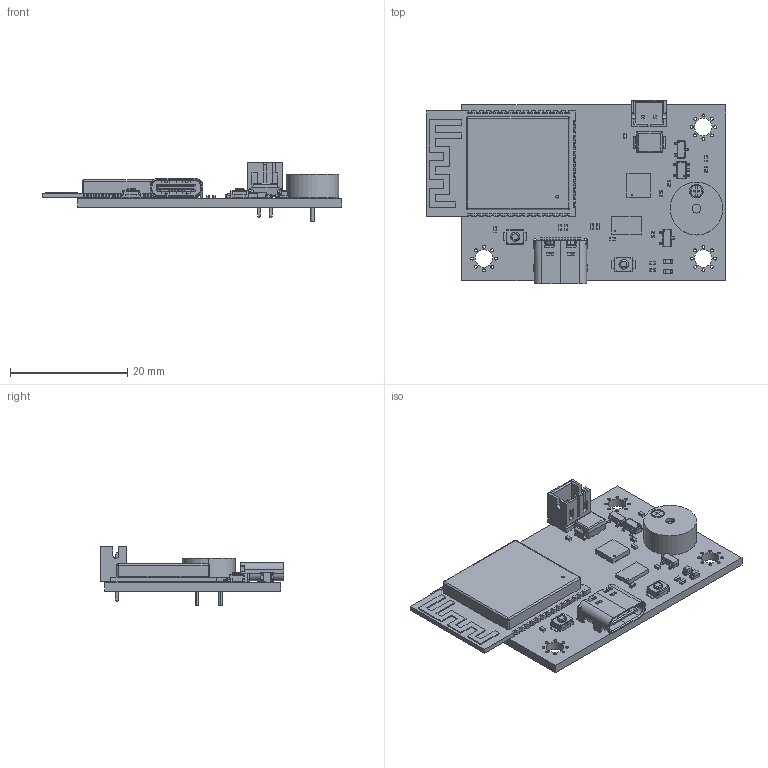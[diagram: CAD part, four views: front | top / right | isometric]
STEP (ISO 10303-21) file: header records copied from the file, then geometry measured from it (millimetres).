
FILE_DESCRIPTION(('KiCad electronic assembly'),'2;1');
FILE_NAME('board.step','2025-11-14T04:48:15',('Pcbnew'),('Kicad'), 'Open CASCADE STEP processor 7.6','KiCad to STEP converter','Unknown' );
FILE_SCHEMA(('AUTOMOTIVE_DESIGN { 1 0 10303 214 1 1 1 1 }'));
Length unit declared in the file: millimetre
Products named in the file (18): board 1; C_0402_1005Metric; SOT-23; kicad_embedded_C2CC4DB59B260F51541E3CE257640357; ESP32-S3-WROOM-1; board 1.6; R_0402_1005Metric; USB_C_Receptacle_GCT_USB4105-xx-A_16P_TopMnt_Horizontal; LED_0603_1608Metric; MBRS130LT3G; kicad_embedded_DAD5215DB51479B61B0411DE2EB8AA85; SOLID; LGA-8_3x5mm_P1.25mm; SW_SPST_B3U-1000P; AP2112K-3.3TRG1--3DModel-STEP-418109; F25_PCB
Assembly tree (32 placements, depth 3):
  board 1
    C_0402_1005Metric  x10
    SOT-23  x2
    kicad_embedded_C2CC4DB59B260F51541E3CE257640357
    ESP32-S3-WROOM-1
    board 1.6
    R_0402_1005Metric  x4
    USB_C_Receptacle_GCT_USB4105-xx-A_16P_TopMnt_Horizontal
    LED_0603_1608Metric  x2
    MBRS130LT3G
    kicad_embedded_DAD5215DB51479B61B0411DE2EB8AA85
      SOLID
      SOLID
      SOLID
    LGA-8_3x5mm_P1.25mm
    SW_SPST_B3U-1000P  x2
    AP2112K-3.3TRG1--3DModel-STEP-418109
    F25_PCB
Bounding box: 51.06 x 31.23 x 10 mm (x, y, z)
Volume: 3440.7 mm3; surface area: 6770.3 mm2
Topology: 153 solids, 153 shells, 3362 faces, 8226 edges, 5184 vertices
Faces by surface type: plane 2698, cylinder 574, bspline 45, sphere 17, torus 10, cone 10, revolution 8
Full cylindrical faces by diameter (mm): 0.2 x13, 0.204 x1, 0.5 x27, 0.6 x2, 0.8 x2, 1 x2, 1.6 x2, 3 x3
Entity records: 82163 total; most frequent: CARTESIAN_POINT 15566, ORIENTED_EDGE 13644, DIRECTION 13243, EDGE_CURVE 6818, LINE 5881, VECTOR 5881, VERTEX_POINT 4279, AXIS2_PLACEMENT_3D 3677
